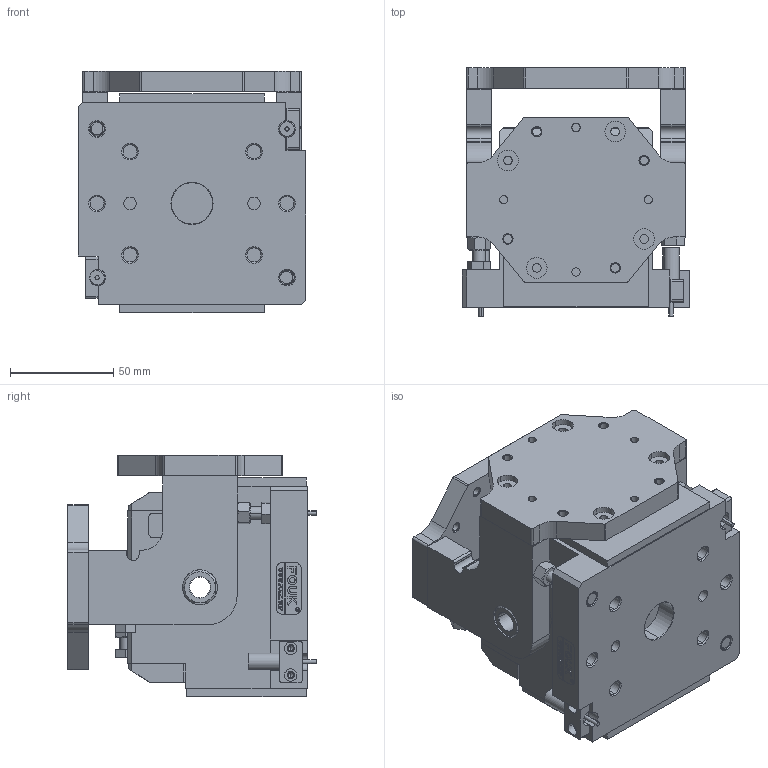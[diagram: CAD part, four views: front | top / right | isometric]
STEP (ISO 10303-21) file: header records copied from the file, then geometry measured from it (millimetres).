
FILE_DESCRIPTION (( 'STEP AP203' ), '1' );
FILE_NAME ('TE50.STEP', '2025-07-09T04:58:52', ( 'USER-' ), ( 'Microsoft' ), 'SwSTEP 2.0', 'SolidWorks 2018', '' );
FILE_SCHEMA (( 'CONFIG_CONTROL_DESIGN' ));
Length unit declared in the file: millimetre
Products named in the file (15): hexagon nuts grade c gb_GB_FASTENER_NUT_SNC1 M6-N; TE50-盓傅薊啣; TE40杅耀.sldasm-Part-15; TE50-M-01 啊詰褲极; TZ33-60杅耀.sldasm-Part-12; TE50-tr50.sldasm-Part-9; 25x12-R3; TE50-tr50.sldasm-Part-12; TZ33-60杅耀.sldasm-Part-19; 鞠褒芛蹟邡 M6X25; TE50-tr50.sldasm-Part-8; TE50; TE50-tr50.sldasm-Part-2; TE50-tr50.sldasm-Part-21; TE50-tr50.sldasm-Part-1
Assembly tree (25 placements, depth 2):
  TE50
    TE50-tr50.sldasm-Part-1
    TE50-tr50.sldasm-Part-2
    TE50-tr50.sldasm-Part-8  x2
    TE50-tr50.sldasm-Part-9
    TE50-tr50.sldasm-Part-12  x2
    TE50-tr50.sldasm-Part-21  x2
    TZ33-60杅耀.sldasm-Part-12  x2
    TZ33-60杅耀.sldasm-Part-19  x2
    TE50-M-01 啊詰褲极
    25x12-R3
    鞠褒芛蹟邡 M6X25  x4
    TE40杅耀.sldasm-Part-15  x2
    hexagon nuts grade c gb_GB_FASTENER_NUT_SNC1 M6-N  x2
    TE50-盓傅薊啣  x2
Bounding box: 110 x 120.3 x 117 mm (x, y, z)
Volume: 913186.2 mm3; surface area: 175012.7 mm2
Topology: 25 solids, 25 shells, 1239 faces, 3207 edges, 2089 vertices
Faces by surface type: plane 515, cylinder 430, bspline 159, cone 135
Entity records: 41752 total; most frequent: CARTESIAN_POINT 17227, ORIENTED_EDGE 4962, DIRECTION 4212, EDGE_CURVE 2481, VERTEX_POINT 1623, LINE 1472, VECTOR 1472, AXIS2_PLACEMENT_3D 1370
